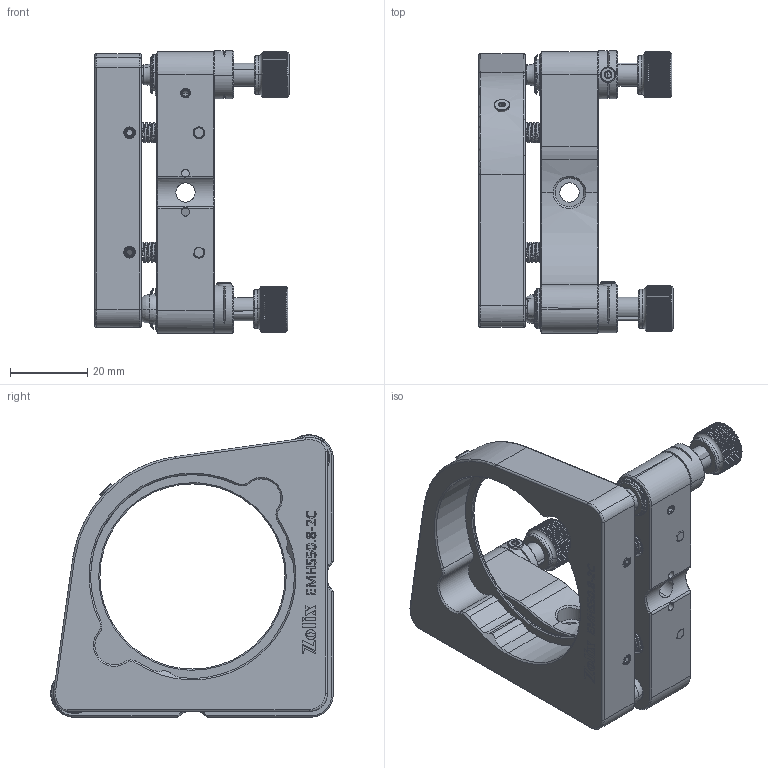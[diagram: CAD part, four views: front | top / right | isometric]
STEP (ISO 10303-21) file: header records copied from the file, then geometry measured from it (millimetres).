
FILE_DESCRIPTION (( 'STEP AP203' ), '1' );
FILE_NAME ('EMHS50.8-2C.STEP', '2025-06-17T03:31:23', ( '' ), ( '' ), 'SwSTEP 2.0', 'SolidWorks 2020', '' );
FILE_SCHEMA (( 'CONFIG_CONTROL_DESIGN' ));
Length unit declared in the file: millimetre
Products named in the file (1): EMHS50.8-2C
Bounding box: 50.37 x 73.24 x 73.25 mm (x, y, z)
Surface area: 26067.7 mm2 (no closed solid volume)
Topology: 0 solids, 30 shells, 1015 faces, 3020 edges, 2040 vertices
Faces by surface type: plane 465, cylinder 307, cone 139, torus 66, bspline 26, sphere 12
Entity records: 56469 total; most frequent: CARTESIAN_POINT 34992, ORIENTED_EDGE 5754, EDGE_CURVE 2968, B_SPLINE_CURVE_WITH_KNOTS 2739, DIRECTION 2209, VERTEX_POINT 2032, EDGE_LOOP 1119, FACE_OUTER_BOUND 1016
